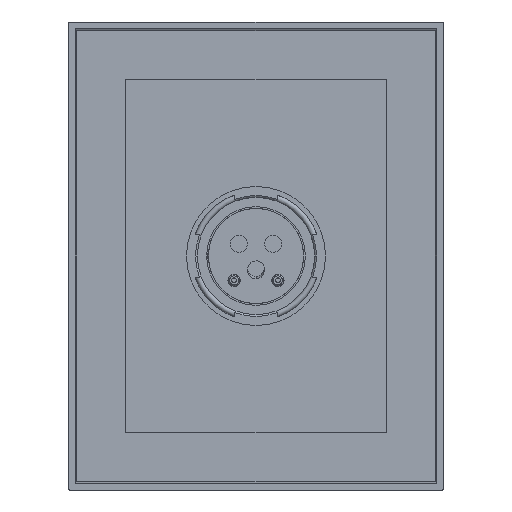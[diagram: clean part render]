
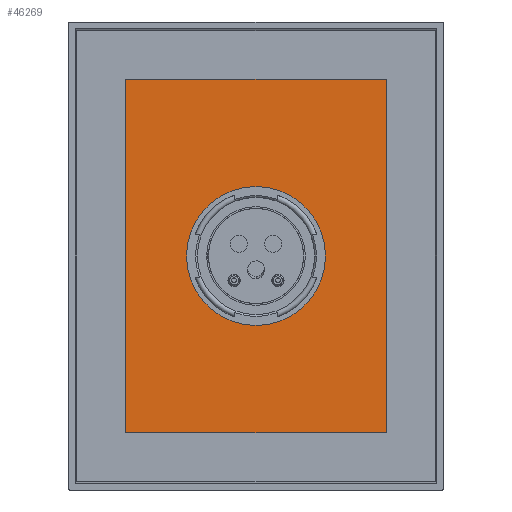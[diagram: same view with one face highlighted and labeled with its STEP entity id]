
A CAD part, front view. The second image highlights one B-rep face of the part: STEP entity #46269.
In plain terms, the highlighted planar face has unit normal (0, -1, 0).
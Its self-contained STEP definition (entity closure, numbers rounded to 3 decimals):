
#45146=DIRECTION('',(-1.,0.,0.));
#45147=VECTOR('',#45146,107.);
#45148=CARTESIAN_POINT('',(53.5,56.5,-72.5));
#45149=LINE('',#45148,#45147);
#45150=DIRECTION('',(0.,0.,1.));
#45151=VECTOR('',#45150,145.);
#45152=CARTESIAN_POINT('',(-53.5,56.5,-72.5));
#45153=LINE('',#45152,#45151);
#45154=DIRECTION('',(1.,0.,0.));
#45155=VECTOR('',#45154,107.);
#45156=CARTESIAN_POINT('',(-53.5,56.5,72.5));
#45157=LINE('',#45156,#45155);
#45158=DIRECTION('',(0.,0.,-1.));
#45159=VECTOR('',#45158,145.);
#45160=CARTESIAN_POINT('',(53.5,56.5,72.5));
#45161=LINE('',#45160,#45159);
#45162=CARTESIAN_POINT('',(0.,56.5,0.));
#45163=DIRECTION('',(0.,-1.,0.));
#45164=DIRECTION('',(1.,0.,0.));
#45165=AXIS2_PLACEMENT_3D('',#45162,#45163,#45164);
#45167=CARTESIAN_POINT('',(0.,56.5,0.));
#45168=DIRECTION('',(0.,-1.,0.));
#45169=DIRECTION('',(-1.,0.,0.));
#45170=AXIS2_PLACEMENT_3D('',#45167,#45168,#45169);
#45484=CARTESIAN_POINT('',(28.5,56.5,0.));
#45485=CARTESIAN_POINT('',(-28.5,56.5,0.));
#45486=VERTEX_POINT('',#45484);
#45487=VERTEX_POINT('',#45485);
#45620=CARTESIAN_POINT('',(53.5,56.5,-72.5));
#45621=CARTESIAN_POINT('',(-53.5,56.5,-72.5));
#45622=VERTEX_POINT('',#45620);
#45623=VERTEX_POINT('',#45621);
#45624=CARTESIAN_POINT('',(53.5,56.5,72.5));
#45625=VERTEX_POINT('',#45624);
#45626=CARTESIAN_POINT('',(-53.5,56.5,72.5));
#45627=VERTEX_POINT('',#45626);
#46249=CARTESIAN_POINT('',(0.,56.5,0.));
#46250=DIRECTION('',(0.,1.,0.));
#46251=DIRECTION('',(1.,0.,0.));
#46252=AXIS2_PLACEMENT_3D('',#46249,#46250,#46251);
#46253=PLANE('',#46252);
#46254=ORIENTED_EDGE('',*,*,#46232,.T.);
#46256=ORIENTED_EDGE('',*,*,#46255,.T.);
#46258=ORIENTED_EDGE('',*,*,#46257,.T.);
#46260=ORIENTED_EDGE('',*,*,#46259,.T.);
#46261=EDGE_LOOP('',(#46254,#46256,#46258,#46260));
#46262=FACE_OUTER_BOUND('',#46261,.F.);
#46264=ORIENTED_EDGE('',*,*,#46263,.T.);
#46266=ORIENTED_EDGE('',*,*,#46265,.T.);
#46267=EDGE_LOOP('',(#46264,#46266));
#46268=FACE_BOUND('',#46267,.F.);
#46269=ADVANCED_FACE('',(#46262,#46268),#46253,.F.);
#45166=CIRCLE('',#45165,28.5);
#45171=CIRCLE('',#45170,28.5);
#46232=EDGE_CURVE('',#45622,#45623,#45149,.T.);
#46255=EDGE_CURVE('',#45623,#45627,#45153,.T.);
#46257=EDGE_CURVE('',#45627,#45625,#45157,.T.);
#46259=EDGE_CURVE('',#45625,#45622,#45161,.T.);
#46263=EDGE_CURVE('',#45486,#45487,#45166,.T.);
#46265=EDGE_CURVE('',#45487,#45486,#45171,.T.);
